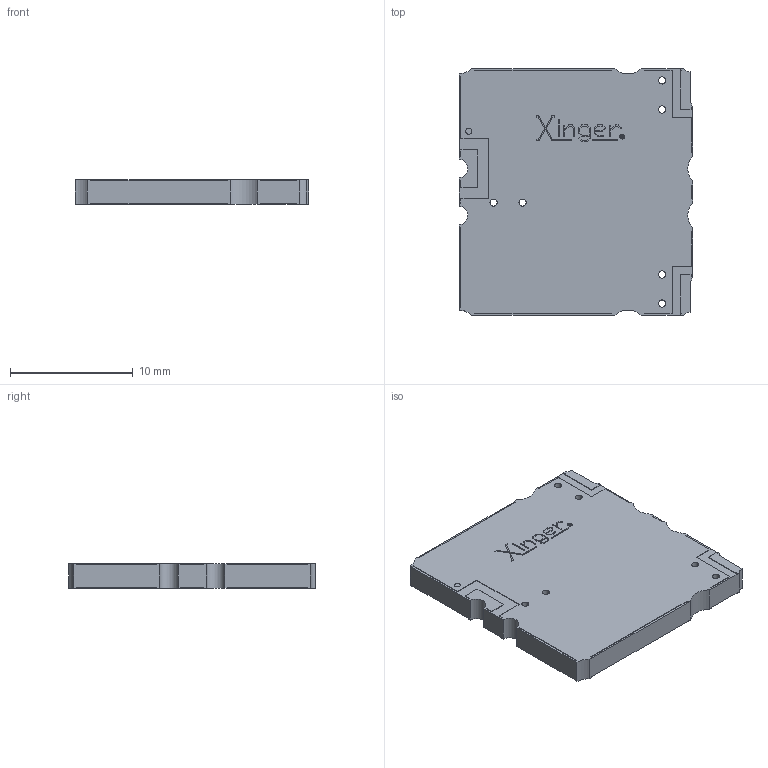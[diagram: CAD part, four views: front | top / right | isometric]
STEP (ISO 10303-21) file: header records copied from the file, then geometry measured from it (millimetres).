
FILE_DESCRIPTION (( 'STEP AP203' ), '1' );
FILE_NAME ('XMB0810G3-5050G.STEP', '2025-11-25T14:57:04', ( '' ), ( '' ), 'SwSTEP 2.0', 'SolidWorks 2023', '' );
FILE_SCHEMA (( 'CONFIG_CONTROL_DESIGN' ));
Length unit declared in the file: inch
Products named in the file (1): XMB0810G3-5050G
Bounding box: 19.05 x 20.07 x 1.96 mm (x, y, z)
Volume: 730.1 mm3; surface area: 934 mm2
Topology: 1 solids, 1 shells, 929 faces, 2691 edges, 1794 vertices
Faces by surface type: plane 730, cylinder 163, bspline 36
Entity records: 32538 total; most frequent: CARTESIAN_POINT 7851, ORIENTED_EDGE 5382, DIRECTION 4733, EDGE_CURVE 2691, VECTOR 2293, LINE 2293, VERTEX_POINT 1794, AXIS2_PLACEMENT_3D 1220
